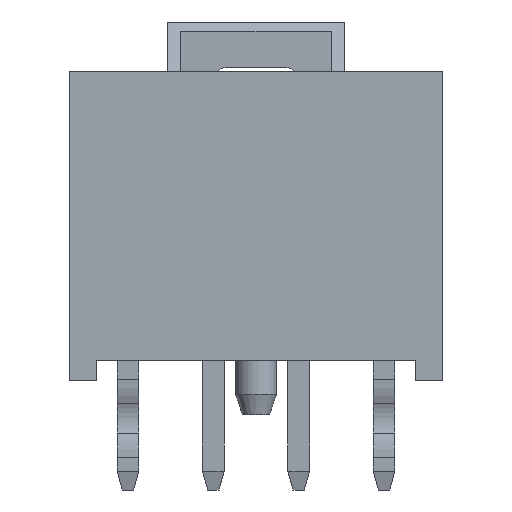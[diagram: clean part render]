
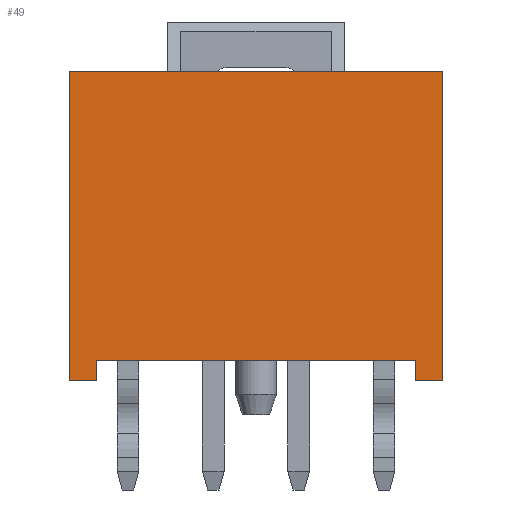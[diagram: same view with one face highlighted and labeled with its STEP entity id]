
A CAD part, front view. The second image highlights one B-rep face of the part: STEP entity #49.
In plain terms, the highlighted planar face has unit normal (0, -1, 0).
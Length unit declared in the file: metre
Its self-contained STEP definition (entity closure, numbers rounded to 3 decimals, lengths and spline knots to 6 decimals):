
#49 = ADVANCED_FACE( '', ( #319 ), #320, .F. );
#319 = FACE_OUTER_BOUND( '', #872, .T. );
#320 = PLANE( '', #873 );
#872 = EDGE_LOOP( '', ( #1448, #1449, #1450, #1451, #1452, #1453, #1454, #1455 ) );
#873 = AXIS2_PLACEMENT_3D( '', #1456, #1457, #1458 );
#1448 = ORIENTED_EDGE( '', *, *, #3563, .T. );
#1449 = ORIENTED_EDGE( '', *, *, #3564, .F. );
#1450 = ORIENTED_EDGE( '', *, *, #3565, .F. );
#1451 = ORIENTED_EDGE( '', *, *, #3566, .F. );
#1452 = ORIENTED_EDGE( '', *, *, #3567, .T. );
#1453 = ORIENTED_EDGE( '', *, *, #3568, .F. );
#1454 = ORIENTED_EDGE( '', *, *, #3569, .F. );
#1455 = ORIENTED_EDGE( '', *, *, #3570, .F. );
#1456 = CARTESIAN_POINT( '', ( 0., -0.00299, 0. ) );
#1457 = DIRECTION( '', ( 0., 1., 0. ) );
#1458 = DIRECTION( '', ( 1., 0., 0. ) );
#3563 = EDGE_CURVE( '', #4246, #4247, #4248, .T. );
#3564 = EDGE_CURVE( '', #4249, #4247, #4250, .T. );
#3565 = EDGE_CURVE( '', #4251, #4249, #4252, .T. );
#3566 = EDGE_CURVE( '', #4253, #4251, #4254, .T. );
#3567 = EDGE_CURVE( '', #4253, #4255, #4256, .T. );
#3568 = EDGE_CURVE( '', #4257, #4255, #4258, .T. );
#3569 = EDGE_CURVE( '', #4259, #4257, #4260, .T. );
#3570 = EDGE_CURVE( '', #4246, #4259, #4261, .T. );
#4246 = VERTEX_POINT( '', #5341 );
#4247 = VERTEX_POINT( '', #5342 );
#4248 = LINE( '', #5343, #5344 );
#4249 = VERTEX_POINT( '', #5345 );
#4250 = LINE( '', #5346, #5347 );
#4251 = VERTEX_POINT( '', #5348 );
#4252 = LINE( '', #5349, #5350 );
#4253 = VERTEX_POINT( '', #5351 );
#4254 = LINE( '', #5352, #5353 );
#4255 = VERTEX_POINT( '', #5354 );
#4256 = LINE( '', #5355, #5356 );
#4257 = VERTEX_POINT( '', #5357 );
#4258 = LINE( '', #5358, #5359 );
#4259 = VERTEX_POINT( '', #5360 );
#4260 = LINE( '', #5361, #5362 );
#4261 = LINE( '', #5363, #5364 );
#5341 = CARTESIAN_POINT( '', ( 0.00467, -0.00299, -0.00423 ) );
#5342 = CARTESIAN_POINT( '', ( 0.00467, -0.00299, -0.00483 ) );
#5343 = CARTESIAN_POINT( '', ( 0.00467, -0.00299, -0.00423 ) );
#5344 = VECTOR( '', #7018, 1. );
#5345 = CARTESIAN_POINT( '', ( 0.00547, -0.00299, -0.00483 ) );
#5346 = CARTESIAN_POINT( '', ( 0.00547, -0.00299, -0.00483 ) );
#5347 = VECTOR( '', #7019, 1. );
#5348 = CARTESIAN_POINT( '', ( 0.00547, -0.00299, 0.00423 ) );
#5349 = CARTESIAN_POINT( '', ( 0.00547, -0.00299, 0.00423 ) );
#5350 = VECTOR( '', #7020, 1. );
#5351 = CARTESIAN_POINT( '', ( -0.00547, -0.00299, 0.00423 ) );
#5352 = CARTESIAN_POINT( '', ( -0.00547, -0.00299, 0.00423 ) );
#5353 = VECTOR( '', #7021, 1. );
#5354 = CARTESIAN_POINT( '', ( -0.00547, -0.00299, -0.00483 ) );
#5355 = CARTESIAN_POINT( '', ( -0.00547, -0.00299, 0.00423 ) );
#5356 = VECTOR( '', #7022, 1. );
#5357 = CARTESIAN_POINT( '', ( -0.00467, -0.00299, -0.00483 ) );
#5358 = CARTESIAN_POINT( '', ( -0.00467, -0.00299, -0.00483 ) );
#5359 = VECTOR( '', #7023, 1. );
#5360 = CARTESIAN_POINT( '', ( -0.00467, -0.00299, -0.00423 ) );
#5361 = CARTESIAN_POINT( '', ( -0.00467, -0.00299, -0.00423 ) );
#5362 = VECTOR( '', #7024, 1. );
#5363 = CARTESIAN_POINT( '', ( 0.00467, -0.00299, -0.00423 ) );
#5364 = VECTOR( '', #7025, 1. );
#7018 = DIRECTION( '', ( 0., 0., -1. ) );
#7019 = DIRECTION( '', ( -1., 0., 0. ) );
#7020 = DIRECTION( '', ( 0., 0., -1. ) );
#7021 = DIRECTION( '', ( 1., 0., 0. ) );
#7022 = DIRECTION( '', ( 0., 0., -1. ) );
#7023 = DIRECTION( '', ( -1., 0., 0. ) );
#7024 = DIRECTION( '', ( 0., 0., -1. ) );
#7025 = DIRECTION( '', ( -1., 0., 0. ) );
